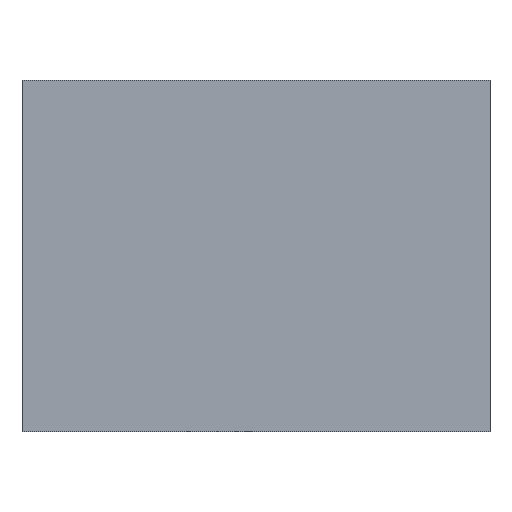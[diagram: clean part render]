
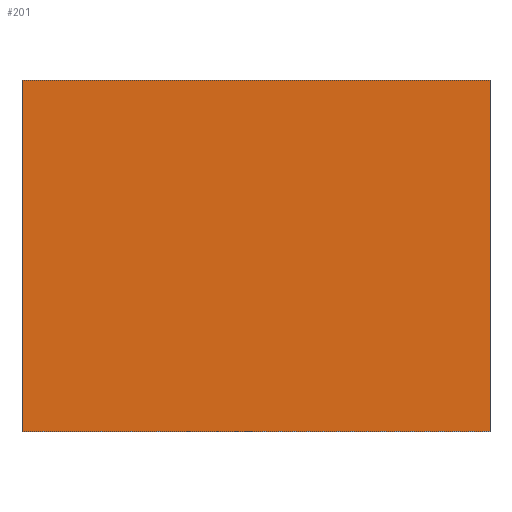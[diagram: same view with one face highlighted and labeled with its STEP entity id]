
A CAD part, front view. The second image highlights one B-rep face of the part: STEP entity #201.
In plain terms, the highlighted planar face has unit normal (0, -1, 0).
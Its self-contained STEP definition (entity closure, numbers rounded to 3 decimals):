
#20=PLANE('',#229);
#35=FACE_OUTER_BOUND('',#48,.T.);
#48=EDGE_LOOP('',(#186,#187,#188,#189));
#61=LINE('',#396,#78);
#63=LINE('',#401,#80);
#67=LINE('',#408,#84);
#69=LINE('',#411,#86);
#78=VECTOR('',#257,10.);
#80=VECTOR('',#261,10.);
#84=VECTOR('',#267,10.);
#86=VECTOR('',#271,10.);
#103=VERTEX_POINT('',#393);
#104=VERTEX_POINT('',#395);
#105=VERTEX_POINT('',#399);
#106=VERTEX_POINT('',#400);
#126=EDGE_CURVE('',#104,#103,#61,.T.);
#128=EDGE_CURVE('',#105,#106,#63,.T.);
#132=EDGE_CURVE('',#106,#104,#67,.T.);
#134=EDGE_CURVE('',#103,#105,#69,.T.);
#186=ORIENTED_EDGE('',*,*,#134,.T.);
#187=ORIENTED_EDGE('',*,*,#128,.T.);
#188=ORIENTED_EDGE('',*,*,#132,.T.);
#189=ORIENTED_EDGE('',*,*,#126,.T.);
#201=ADVANCED_FACE('',(#35),#20,.F.);
#229=AXIS2_PLACEMENT_3D('',#414,#275,#276);
#257=DIRECTION('',(0.,0.,-1.));
#261=DIRECTION('',(0.,0.,1.));
#267=DIRECTION('',(-1.,0.,0.));
#271=DIRECTION('',(1.,0.,0.));
#275=DIRECTION('center_axis',(0.,1.,0.));
#276=DIRECTION('ref_axis',(1.,0.,0.));
#393=CARTESIAN_POINT('',(-40.,0.,-30.));
#395=CARTESIAN_POINT('',(-40.,0.,0.));
#396=CARTESIAN_POINT('',(-40.,0.,0.));
#399=CARTESIAN_POINT('',(0.,0.,-30.));
#400=CARTESIAN_POINT('',(0.,0.,0.));
#401=CARTESIAN_POINT('',(0.,0.,-30.));
#408=CARTESIAN_POINT('',(0.,0.,0.));
#411=CARTESIAN_POINT('',(-40.,0.,-30.));
#414=CARTESIAN_POINT('Origin',(-20.,0.,-15.));
